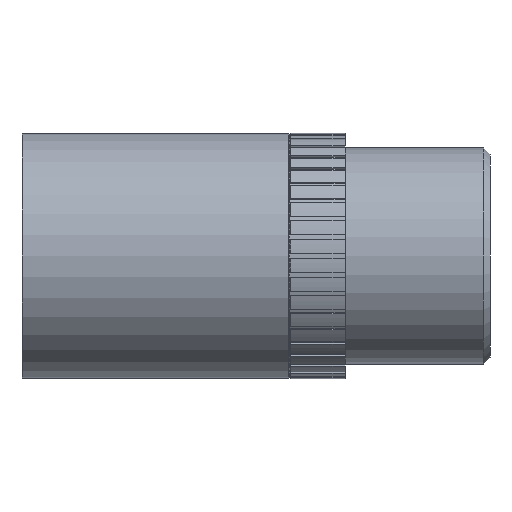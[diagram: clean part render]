
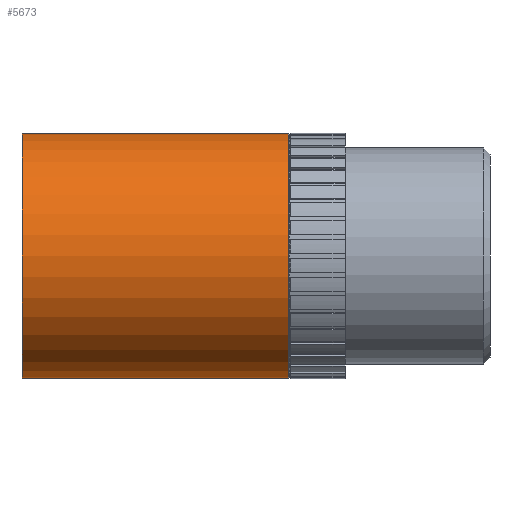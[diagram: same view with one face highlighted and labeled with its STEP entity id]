
A CAD part, left-side view. The second image highlights one B-rep face of the part: STEP entity #5673.
In plain terms, the highlighted cylindrical face has radius 5.5 mm (diameter 11 mm), a partial arc.
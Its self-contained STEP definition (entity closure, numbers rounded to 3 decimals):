
#1991 = DIRECTION ( 'NONE',  ( 0., 1., 0. ) ) ;
#1992 = CARTESIAN_POINT ( 'NONE',  ( 0., 6.5, 0. ) ) ;
#1998 = CIRCLE ( 'NONE', #2100, 5.5 ) ;
#2005 = FACE_OUTER_BOUND ( 'NONE', #5682, .T. ) ;
#2008 = CYLINDRICAL_SURFACE ( 'NONE', #2060, 5.5 ) ;
#2060 = AXIS2_PLACEMENT_3D ( 'NONE', #1992, #1991, #2136 ) ;
#2061 = CARTESIAN_POINT ( 'NONE',  ( 0., 21., 0. ) ) ;
#2086 = AXIS2_PLACEMENT_3D ( 'NONE', #2061, #2137, #2132 ) ;
#2087 = CIRCLE ( 'NONE', #2086, 5.5 ) ;
#2097 = DIRECTION ( 'NONE',  ( 0., 0., -1. ) ) ;
#2098 = DIRECTION ( 'NONE',  ( 0., 1., 0. ) ) ;
#2099 = CARTESIAN_POINT ( 'NONE',  ( 0., 9.05, 0. ) ) ;
#2100 = AXIS2_PLACEMENT_3D ( 'NONE', #2099, #2098, #2097 ) ;
#2132 = DIRECTION ( 'NONE',  ( 0., 0., 1. ) ) ;
#2136 = DIRECTION ( 'NONE',  ( 0., 0., 1. ) ) ;
#2137 = DIRECTION ( 'NONE',  ( 0., 1., 0. ) ) ;
#2247 = VERTEX_POINT ( 'NONE', #6010 ) ;
#2250 = VERTEX_POINT ( 'NONE', #6016 ) ;
#2297 = VERTEX_POINT ( 'NONE', #5885 ) ;
#2299 = VERTEX_POINT ( 'NONE', #5878 ) ;
#2304 = EDGE_CURVE ( 'NONE', #2250, #2299, #5915, .T. ) ;
#2306 = EDGE_CURVE ( 'NONE', #2247, #2297, #5958, .T. ) ;
#5553 = EDGE_CURVE ( 'NONE', #2250, #2247, #1998, .T. ) ;
#5671 = ORIENTED_EDGE ( 'NONE', *, *, #5553, .T. ) ;
#5673 = ADVANCED_FACE ( 'NONE', ( #2005 ), #2008, .T. ) ;
#5674 = ORIENTED_EDGE ( 'NONE', *, *, #2306, .T. ) ;
#5675 = ORIENTED_EDGE ( 'NONE', *, *, #2304, .F. ) ;
#5676 = ORIENTED_EDGE ( 'NONE', *, *, #5679, .F. ) ;
#5679 = EDGE_CURVE ( 'NONE', #2299, #2297, #2087, .T. ) ;
#5682 = EDGE_LOOP ( 'NONE', ( #5675, #5671, #5674, #5676 ) ) ;
#5878 = CARTESIAN_POINT ( 'NONE',  ( 0., 21., -5.5 ) ) ;
#5885 = CARTESIAN_POINT ( 'NONE',  ( 0., 21., 5.5 ) ) ;
#5915 = LINE ( 'NONE', #5964, #5963 ) ;
#5955 = DIRECTION ( 'NONE',  ( 0., 1., 0. ) ) ;
#5956 = VECTOR ( 'NONE', #5955, 1000. ) ;
#5957 = CARTESIAN_POINT ( 'NONE',  ( 0., 6.5, 5.5 ) ) ;
#5958 = LINE ( 'NONE', #5957, #5956 ) ;
#5962 = DIRECTION ( 'NONE',  ( 0., 1., 0. ) ) ;
#5963 = VECTOR ( 'NONE', #5962, 1000. ) ;
#5964 = CARTESIAN_POINT ( 'NONE',  ( 0., 6.5, -5.5 ) ) ;
#6010 = CARTESIAN_POINT ( 'NONE',  ( 0., 9.05, 5.5 ) ) ;
#6016 = CARTESIAN_POINT ( 'NONE',  ( 0., 9.05, -5.5 ) ) ;
